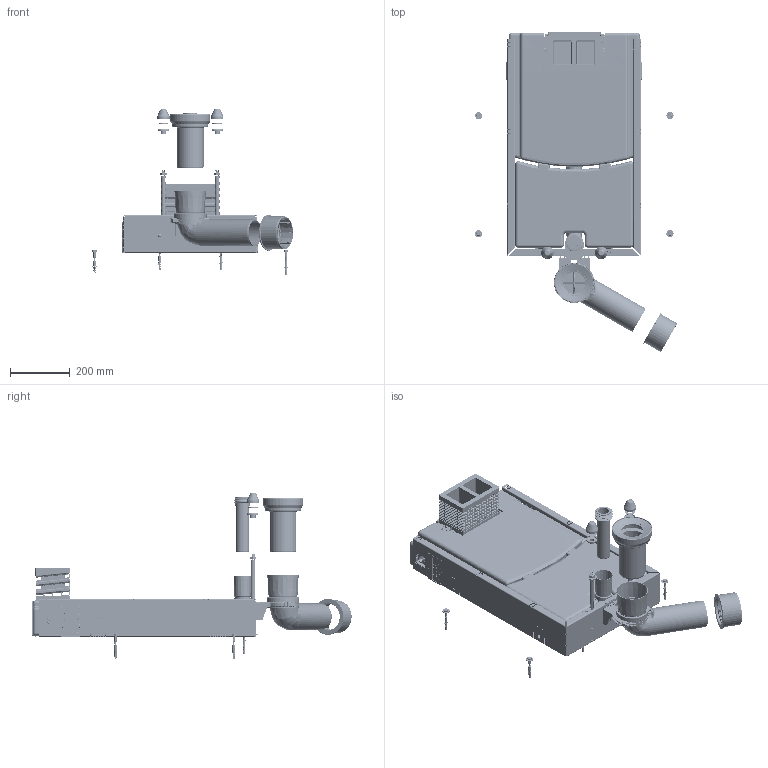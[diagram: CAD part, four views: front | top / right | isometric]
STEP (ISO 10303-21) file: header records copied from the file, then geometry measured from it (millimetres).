
FILE_DESCRIPTION((''),'2;1');
FILE_NAME('95_731_00_0001-ZARGE-CC-122_ASM','2019-01-17T',('mberthel'),(''),'PRO/ENGINEER BY PARAMETRIC TECHNOLOGY CORPORATION, 2015030','PRO/ENGINEER BY PARAMETRIC TECHNOLOGY CORPORATION, 2015030','');
FILE_SCHEMA(('CONFIG_CONTROL_DESIGN'));
Length unit declared in the file: millimetre
Products named in the file (1): 95_731_00_0001-ZARGE-CC-122_ASM
Bounding box: 675.71 x 1067.42 x 553.75 mm (x, y, z)
Surface area: 4104366.9 mm2 (no closed solid volume)
Topology: 0 solids, 434 shells, 9493 faces, 32857 edges, 22540 vertices
Faces by surface type: plane 4109, cylinder 3124, bspline 817, torus 673, cone 646, sphere 118, extrusion 6
Entity records: 476097 total; most frequent: CARTESIAN_POINT 168785, DIRECTION 52188, ORIENTED_EDGE 50613, EDGE_CURVE 32851, VERTEX_POINT 22540, VECTOR 18424, LINE 18418, AXIS2_PLACEMENT_3D 16882
